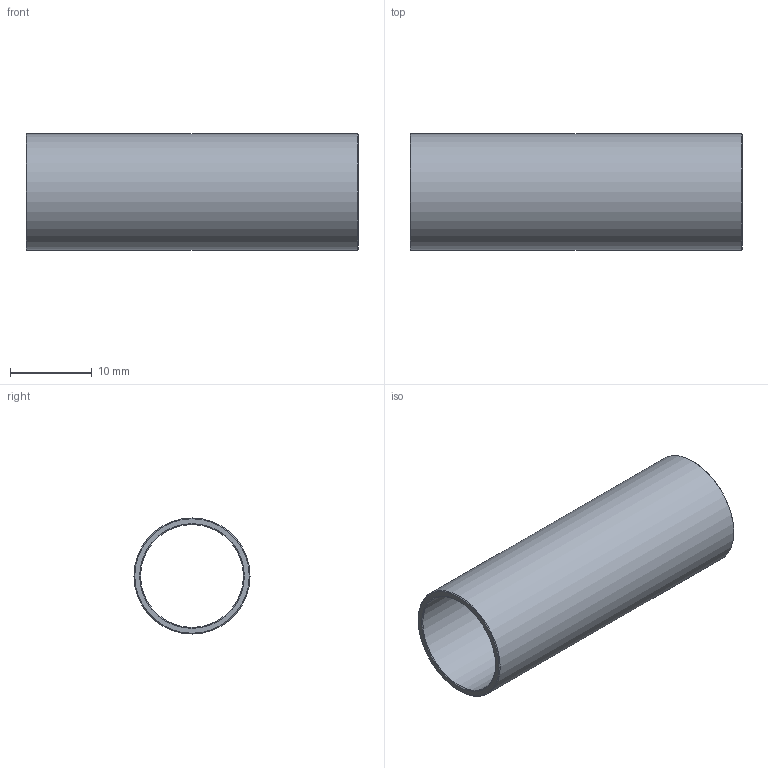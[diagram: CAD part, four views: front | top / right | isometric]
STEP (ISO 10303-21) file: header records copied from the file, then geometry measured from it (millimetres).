
FILE_DESCRIPTION(('FreeCAD Model'),'2;1');
FILE_NAME('Open CASCADE Shape Model','2024-03-26T20:17:36',(''),(''), 'Open CASCADE STEP processor 7.6','FreeCAD','Unknown');
FILE_SCHEMA(('AUTOMOTIVE_DESIGN { 1 0 10303 214 1 1 1 1 }'));
Length unit declared in the file: millimetre
Products named in the file (1): Spacer BUD FRE 0.8mmxBU03.25 - SPN-SPR-0144 (stemfie.org)
Bounding box: 40.62 x 14.2 x 14.2 mm (x, y, z)
Volume: 1367.3 mm3; surface area: 3478.3 mm2
Topology: 1 solids, 1 shells, 433 faces, 1190 edges, 792 vertices
Faces by surface type: plane 329, extrusion 98, cone 4, cylinder 2
Full cylindrical faces by diameter (mm): 12.6 x1, 14.2 x1
Entity records: 13682 total; most frequent: CARTESIAN_POINT 3004, ORIENTED_EDGE 2380, DIRECTION 1772, EDGE_CURVE 1190, VECTOR 1084, LINE 986, VERTEX_POINT 792, FACE_BOUND 468
